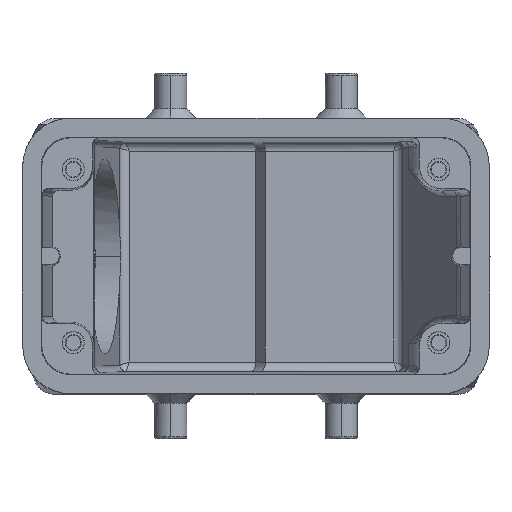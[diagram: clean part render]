
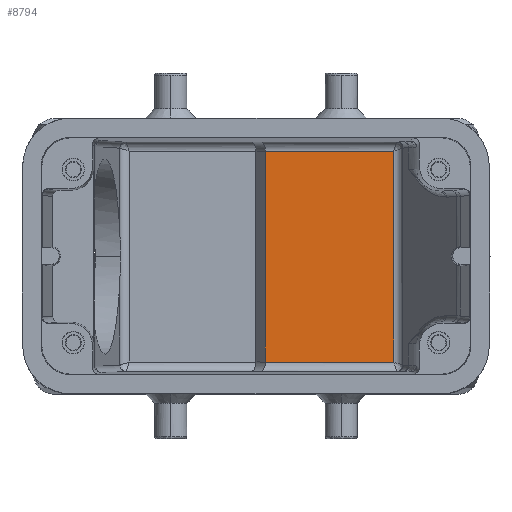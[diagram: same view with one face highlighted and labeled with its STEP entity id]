
A CAD part, top view. The second image highlights one B-rep face of the part: STEP entity #8794.
In plain terms, the highlighted planar face has unit normal (0, 0, 1).
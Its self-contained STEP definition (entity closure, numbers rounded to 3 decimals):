
#2787 = CARTESIAN_POINT ( 'NONE',  ( 1.464, -16.44, -65. ) ) ;
#2819 = CARTESIAN_POINT ( 'NONE',  ( 21.473, -16.446, -65. ) ) ;
#2825 = CARTESIAN_POINT ( 'NONE',  ( 1.464, -16.446, -65. ) ) ;
#5435 = PLANE ( 'NONE',  #14237 ) ;
#5439 = CARTESIAN_POINT ( 'NONE',  ( 22.624, -18.5, -65. ) ) ;
#5440 = DIRECTION ( 'NONE',  ( 0., 0., -1. ) ) ;
#5441 = DIRECTION ( 'NONE',  ( -1., 0., 0. ) ) ;
#5653 = CARTESIAN_POINT ( 'NONE',  ( 1.464, 16.446, -65. ) ) ;
#5658 = CARTESIAN_POINT ( 'NONE',  ( 1.464, 16.44, -65. ) ) ;
#5664 = CARTESIAN_POINT ( 'NONE',  ( 21.473, 16.446, -65. ) ) ;
#5759 = CARTESIAN_POINT ( 'NONE',  ( 1.464, 16.446, -65. ) ) ;
#5760 = CARTESIAN_POINT ( 'NONE',  ( 1.464, 16.444, -65. ) ) ;
#5761 = CARTESIAN_POINT ( 'NONE',  ( 1.464, 16.442, -65. ) ) ;
#5762 = CARTESIAN_POINT ( 'NONE',  ( 1.464, 16.44, -65. ) ) ;
#5768 = LINE ( 'NONE', #5769, #14966 ) ;
#5769 = CARTESIAN_POINT ( 'NONE',  ( 22.624, 16.446, -65. ) ) ;
#5770 = DIRECTION ( 'NONE',  ( 1., 0., 0. ) ) ;
#8614 = LINE ( 'NONE', #8615, #15251 ) ;
#8615 = CARTESIAN_POINT ( 'NONE',  ( 1.464, -18.5, -65. ) ) ;
#8616 = DIRECTION ( 'NONE',  ( 0., -1., 0. ) ) ;
#8617 = LINE ( 'NONE', #8618, #15252 ) ;
#8618 = CARTESIAN_POINT ( 'NONE',  ( 21.473, -18.5, -65. ) ) ;
#8619 = DIRECTION ( 'NONE',  ( 0., -1., 0. ) ) ;
#8794 = ADVANCED_FACE ( 'NONE', ( #14234 ), #5435, .F. ) ;
#8948 = EDGE_LOOP ( 'NONE', ( #12987, #12988, #12989, #12991, #12992, #12990 ) ) ;
#8970 =( BOUNDED_CURVE ( )  B_SPLINE_CURVE ( 3, ( #13979, #13980, #13981, #13982 ),
 .UNSPECIFIED., .F., .F. ) 
 B_SPLINE_CURVE_WITH_KNOTS ( ( 4, 4 ),
 ( 0.006, 0.01 ),
 .UNSPECIFIED. ) 
 CURVE ( )  GEOMETRIC_REPRESENTATION_ITEM ( )  RATIONAL_B_SPLINE_CURVE ( ( 1., 1., 1., 1. ) ) 
 REPRESENTATION_ITEM ( '' )  );
#11719 = VERTEX_POINT ( 'NONE', #5653 ) ;
#11724 = VERTEX_POINT ( 'NONE', #5658 ) ;
#11730 = VERTEX_POINT ( 'NONE', #5664 ) ;
#12120 = EDGE_CURVE ( 'NONE', #11719, #11724, #13428, .T. ) ;
#12122 = EDGE_CURVE ( 'NONE', #11719, #11730, #5768, .T. ) ;
#12273 = EDGE_CURVE ( 'NONE', #13616, #13610, #13935, .T. ) ;
#12278 = EDGE_CURVE ( 'NONE', #13616, #13585, #8970, .T. ) ;
#12397 = EDGE_CURVE ( 'NONE', #11724, #13585, #8614, .T. ) ;
#12398 = EDGE_CURVE ( 'NONE', #11730, #13610, #8617, .T. ) ;
#12987 = ORIENTED_EDGE ( 'NONE', *, *, #12122, .F. ) ;
#12988 = ORIENTED_EDGE ( 'NONE', *, *, #12120, .T. ) ;
#12989 = ORIENTED_EDGE ( 'NONE', *, *, #12397, .T. ) ;
#12990 = ORIENTED_EDGE ( 'NONE', *, *, #12398, .F. ) ;
#12991 = ORIENTED_EDGE ( 'NONE', *, *, #12278, .F. ) ;
#12992 = ORIENTED_EDGE ( 'NONE', *, *, #12273, .T. ) ;
#13428 =( BOUNDED_CURVE ( )  B_SPLINE_CURVE ( 3, ( #5759, #5760, #5761, #5762 ),
 .UNSPECIFIED., .F., .F. ) 
 B_SPLINE_CURVE_WITH_KNOTS ( ( 4, 4 ),
 ( 3.148, 3.151 ),
 .UNSPECIFIED. ) 
 CURVE ( )  GEOMETRIC_REPRESENTATION_ITEM ( )  RATIONAL_B_SPLINE_CURVE ( ( 1., 1., 1., 1. ) ) 
 REPRESENTATION_ITEM ( '' )  );
#13585 = VERTEX_POINT ( 'NONE', #2787 ) ;
#13610 = VERTEX_POINT ( 'NONE', #2819 ) ;
#13616 = VERTEX_POINT ( 'NONE', #2825 ) ;
#13935 = LINE ( 'NONE', #13936, #15191 ) ;
#13936 = CARTESIAN_POINT ( 'NONE',  ( -29.221, -16.446, -65. ) ) ;
#13937 = DIRECTION ( 'NONE',  ( 1., 0., 0. ) ) ;
#13979 = CARTESIAN_POINT ( 'NONE',  ( 1.464, -16.446, -65. ) ) ;
#13980 = CARTESIAN_POINT ( 'NONE',  ( 1.464, -16.444, -65. ) ) ;
#13981 = CARTESIAN_POINT ( 'NONE',  ( 1.464, -16.442, -65. ) ) ;
#13982 = CARTESIAN_POINT ( 'NONE',  ( 1.464, -16.44, -65. ) ) ;
#14234 = FACE_OUTER_BOUND ( 'NONE', #8948, .T. ) ;
#14237 = AXIS2_PLACEMENT_3D ( 'NONE', #5439, #5440, #5441 ) ;
#14966 = VECTOR ( 'NONE', #5770, 1000. ) ;
#15191 = VECTOR ( 'NONE', #13937, 1000. ) ;
#15251 = VECTOR ( 'NONE', #8616, 1000. ) ;
#15252 = VECTOR ( 'NONE', #8619, 1000. ) ;
